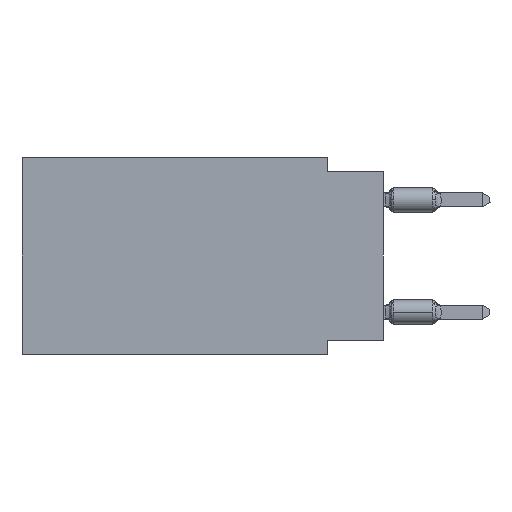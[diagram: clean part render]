
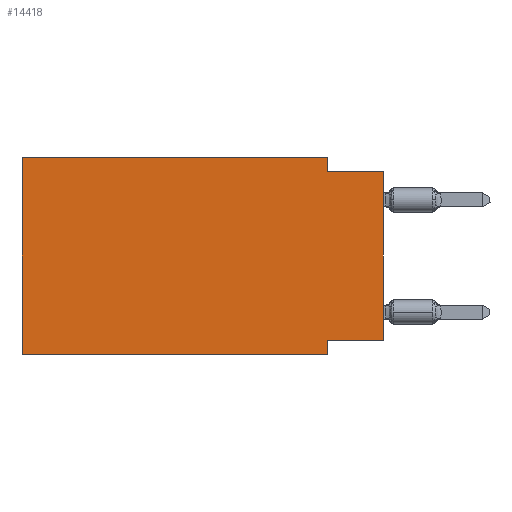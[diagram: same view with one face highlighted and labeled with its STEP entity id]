
A CAD part, left-side view. The second image highlights one B-rep face of the part: STEP entity #14418.
In plain terms, the highlighted planar face has unit normal (-1, 0, 0).
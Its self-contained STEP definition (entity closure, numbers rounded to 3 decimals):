
#6 = CARTESIAN_POINT ( 'NONE',  ( 0., 16.383, 0. ) ) ;
#241 = CARTESIAN_POINT ( 'NONE',  ( 0., 16.383, 0. ) ) ;
#582 = DIRECTION ( 'NONE',  ( 0., -1., 0. ) ) ;
#1218 = VERTEX_POINT ( 'NONE', #11215 ) ;
#2129 = DIRECTION ( 'NONE',  ( 0., 0., 1. ) ) ;
#2213 = CARTESIAN_POINT ( 'NONE',  ( 0., 16.383, -8.89 ) ) ;
#2540 = AXIS2_PLACEMENT_3D ( 'NONE', #30525, #42194, #25999 ) ;
#2709 = DIRECTION ( 'NONE',  ( 0., -1., 0. ) ) ;
#3590 = EDGE_CURVE ( 'NONE', #34888, #29055, #32655, .T. ) ;
#5422 = CARTESIAN_POINT ( 'NONE',  ( 0., 2.54, 0. ) ) ;
#5914 = CARTESIAN_POINT ( 'NONE',  ( 0., 16.383, 0. ) ) ;
#6897 = LINE ( 'NONE', #10208, #15358 ) ;
#8169 = LINE ( 'NONE', #20021, #13113 ) ;
#9206 = VECTOR ( 'NONE', #2129, 1000. ) ;
#9264 = VERTEX_POINT ( 'NONE', #33185 ) ;
#10208 = CARTESIAN_POINT ( 'NONE',  ( 0., 0., 0. ) ) ;
#11215 = CARTESIAN_POINT ( 'NONE',  ( 0., 0., -0.635 ) ) ;
#11229 = ORIENTED_EDGE ( 'NONE', *, *, #49747, .F. ) ;
#11416 = CARTESIAN_POINT ( 'NONE',  ( 0., 2.54, -8.255 ) ) ;
#12147 = CARTESIAN_POINT ( 'NONE',  ( 0., 16.383, -8.89 ) ) ;
#12354 = VECTOR ( 'NONE', #46853, 1000. ) ;
#13113 = VECTOR ( 'NONE', #582, 1000. ) ;
#13229 = LINE ( 'NONE', #24320, #12354 ) ;
#13584 = LINE ( 'NONE', #2213, #16295 ) ;
#14232 = VECTOR ( 'NONE', #32404, 1000. ) ;
#14393 = CARTESIAN_POINT ( 'NONE',  ( 0., 2.54, -8.89 ) ) ;
#14418 = ADVANCED_FACE ( 'NONE', ( #15411 ), #22715, .F. ) ;
#15125 = DIRECTION ( 'NONE',  ( 0., 0., -1. ) ) ;
#15288 = ORIENTED_EDGE ( 'NONE', *, *, #34626, .F. ) ;
#15358 = VECTOR ( 'NONE', #25335, 1000. ) ;
#15411 = FACE_OUTER_BOUND ( 'NONE', #43350, .T. ) ;
#15415 = DIRECTION ( 'NONE',  ( 0., -1., 0. ) ) ;
#15789 = EDGE_CURVE ( 'NONE', #9264, #30130, #13229, .T. ) ;
#16295 = VECTOR ( 'NONE', #2709, 1000. ) ;
#16689 = CARTESIAN_POINT ( 'NONE',  ( 0., 2.54, -0.635 ) ) ;
#19364 = VERTEX_POINT ( 'NONE', #241 ) ;
#20021 = CARTESIAN_POINT ( 'NONE',  ( 0., 0., -0.635 ) ) ;
#20822 = ORIENTED_EDGE ( 'NONE', *, *, #3590, .F. ) ;
#21333 = ORIENTED_EDGE ( 'NONE', *, *, #40139, .F. ) ;
#22715 = PLANE ( 'NONE',  #2540 ) ;
#22719 = LINE ( 'NONE', #6, #37255 ) ;
#23690 = LINE ( 'NONE', #49748, #36764 ) ;
#23844 = VERTEX_POINT ( 'NONE', #14393 ) ;
#24210 = EDGE_CURVE ( 'NONE', #33365, #23844, #13584, .T. ) ;
#24320 = CARTESIAN_POINT ( 'NONE',  ( 0., 0., -8.255 ) ) ;
#25335 = DIRECTION ( 'NONE',  ( 0., 0., 1. ) ) ;
#25999 = DIRECTION ( 'NONE',  ( 0., 0., -1. ) ) ;
#26097 = ORIENTED_EDGE ( 'NONE', *, *, #49144, .F. ) ;
#29055 = VERTEX_POINT ( 'NONE', #16689 ) ;
#30130 = VERTEX_POINT ( 'NONE', #11416 ) ;
#30525 = CARTESIAN_POINT ( 'NONE',  ( 0., 16.383, 0. ) ) ;
#32404 = DIRECTION ( 'NONE',  ( 0., 0., -1. ) ) ;
#32655 = LINE ( 'NONE', #5422, #14232 ) ;
#33185 = CARTESIAN_POINT ( 'NONE',  ( 0., 0., -8.255 ) ) ;
#33365 = VERTEX_POINT ( 'NONE', #12147 ) ;
#34626 = EDGE_CURVE ( 'NONE', #29055, #1218, #8169, .T. ) ;
#34888 = VERTEX_POINT ( 'NONE', #36576 ) ;
#36576 = CARTESIAN_POINT ( 'NONE',  ( 0., 2.54, 0. ) ) ;
#36662 = EDGE_CURVE ( 'NONE', #9264, #1218, #6897, .T. ) ;
#36764 = VECTOR ( 'NONE', #15125, 1000. ) ;
#37255 = VECTOR ( 'NONE', #15415, 1000. ) ;
#39268 = ORIENTED_EDGE ( 'NONE', *, *, #24210, .T. ) ;
#40139 = EDGE_CURVE ( 'NONE', #19364, #34888, #22719, .T. ) ;
#41030 = LINE ( 'NONE', #5914, #9206 ) ;
#41557 = ORIENTED_EDGE ( 'NONE', *, *, #36662, .T. ) ;
#42194 = DIRECTION ( 'NONE',  ( 1., 0., 0. ) ) ;
#43350 = EDGE_LOOP ( 'NONE', ( #41557, #15288, #20822, #21333, #11229, #39268, #26097, #45553 ) ) ;
#45553 = ORIENTED_EDGE ( 'NONE', *, *, #15789, .F. ) ;
#46853 = DIRECTION ( 'NONE',  ( 0., 1., 0. ) ) ;
#49144 = EDGE_CURVE ( 'NONE', #30130, #23844, #23690, .T. ) ;
#49747 = EDGE_CURVE ( 'NONE', #33365, #19364, #41030, .T. ) ;
#49748 = CARTESIAN_POINT ( 'NONE',  ( 0., 2.54, -8.89 ) ) ;
